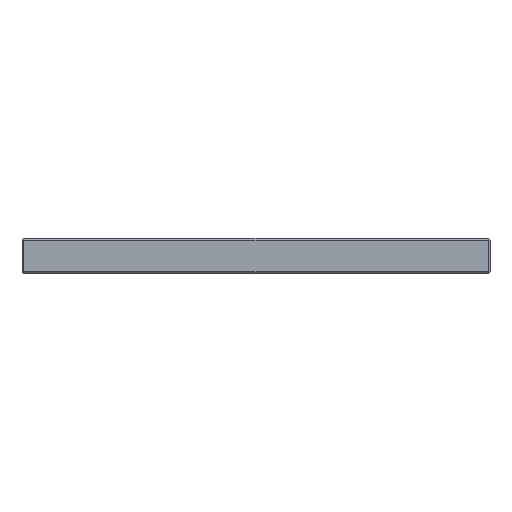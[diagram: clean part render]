
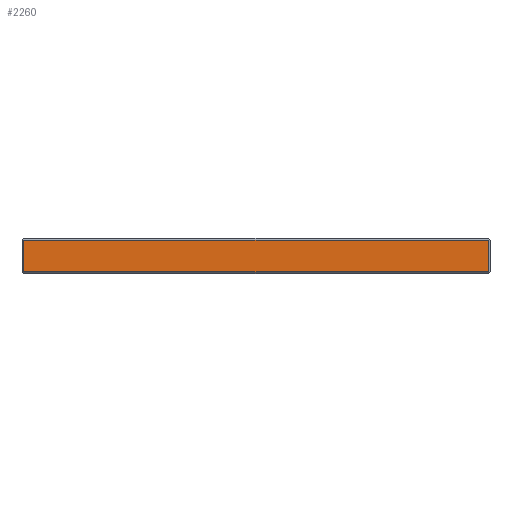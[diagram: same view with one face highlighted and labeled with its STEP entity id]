
A CAD part, front view. The second image highlights one B-rep face of the part: STEP entity #2260.
In plain terms, the highlighted planar face has unit normal (0, -1, 0).
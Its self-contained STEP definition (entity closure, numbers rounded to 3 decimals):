
#2260=ADVANCED_FACE('',(#3759),#3268,.T.);
#3268=PLANE('',#19577);
#3759=FACE_OUTER_BOUND('',#4641,.T.);
#4641=EDGE_LOOP('',(#5877,#5878,#5879,#5880));
#5877=ORIENTED_EDGE('',*,*,#13321,.T.);
#5878=ORIENTED_EDGE('',*,*,#13322,.T.);
#5879=ORIENTED_EDGE('',*,*,#13323,.T.);
#5880=ORIENTED_EDGE('',*,*,#13324,.T.);
#11427=VERTEX_POINT('',#26692);
#11428=VERTEX_POINT('',#26693);
#11429=VERTEX_POINT('',#26695);
#11430=VERTEX_POINT('',#26697);
#13321=EDGE_CURVE('',#11427,#11428,#16092,.T.);
#13322=EDGE_CURVE('',#11428,#11429,#16093,.T.);
#13323=EDGE_CURVE('',#11429,#11430,#16094,.T.);
#13324=EDGE_CURVE('',#11430,#11427,#16095,.T.);
#16092=LINE('',#26691,#17819);
#16093=LINE('',#26694,#17820);
#16094=LINE('',#26696,#17821);
#16095=LINE('',#26698,#17822);
#17819=VECTOR('',#21377,1.);
#17820=VECTOR('',#21378,1.);
#17821=VECTOR('',#21379,1.);
#17822=VECTOR('',#21380,1.);
#19577=AXIS2_PLACEMENT_3D('',#26699,#21381,#21382);
#21377=DIRECTION('',(-1.,0.,0.));
#21378=DIRECTION('',(0.,0.,-1.));
#21379=DIRECTION('',(1.,0.,0.));
#21380=DIRECTION('',(0.,0.,1.));
#21381=DIRECTION('',(0.,-1.,0.));
#21382=DIRECTION('',(0.,0.,-1.));
#26691=CARTESIAN_POINT('',(100.,0.,14.25));
#26692=CARTESIAN_POINT('',(199.275,0.,14.25));
#26693=CARTESIAN_POINT('',(0.725,0.,14.25));
#26694=CARTESIAN_POINT('',(0.725,0.,0.));
#26695=CARTESIAN_POINT('',(0.725,0.,0.75));
#26696=CARTESIAN_POINT('',(100.,0.,0.75));
#26697=CARTESIAN_POINT('',(199.275,0.,0.75));
#26698=CARTESIAN_POINT('',(199.275,0.,0.));
#26699=CARTESIAN_POINT('',(100.,0.,0.));
